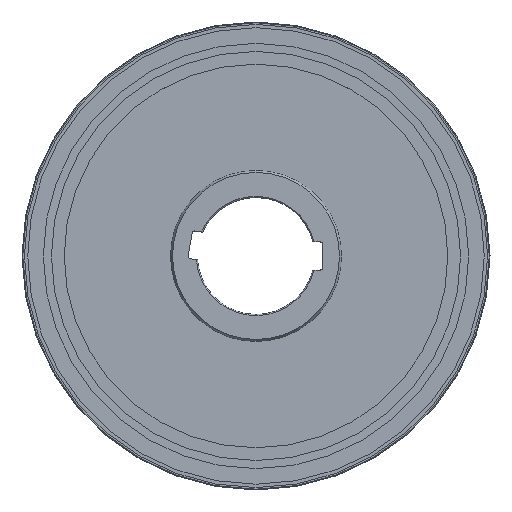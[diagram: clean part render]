
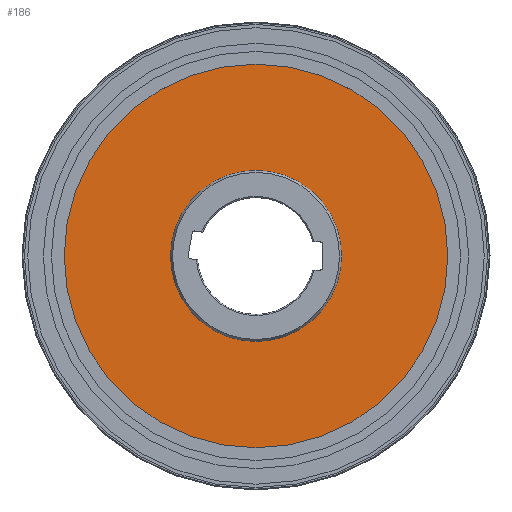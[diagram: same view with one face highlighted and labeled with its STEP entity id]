
A CAD part, top view. The second image highlights one B-rep face of the part: STEP entity #186.
In plain terms, the highlighted planar face has unit normal (0, 0, 1).
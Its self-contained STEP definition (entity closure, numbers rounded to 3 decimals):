
#32=PLANE('',#881);
#186=ADVANCED_FACE('',(#331,#332),#32,.F.);
#331=FACE_BOUND('',#411,.T.);
#332=FACE_BOUND('',#412,.T.);
#411=EDGE_LOOP('',(#522));
#412=EDGE_LOOP('',(#523));
#522=ORIENTED_EDGE('',*,*,#735,.F.);
#523=ORIENTED_EDGE('',*,*,#734,.T.);
#664=VERTEX_POINT('',#1388);
#665=VERTEX_POINT('',#1391);
#734=EDGE_CURVE('',#664,#664,#810,.T.);
#735=EDGE_CURVE('',#665,#665,#811,.T.);
#810=CIRCLE('',#878,36.577);
#811=CIRCLE('',#880,82.);
#878=AXIS2_PLACEMENT_3D('',#1387,#1051,#1052);
#880=AXIS2_PLACEMENT_3D('',#1390,#1055,#1056);
#881=AXIS2_PLACEMENT_3D('',#1392,#1057,#1058);
#1051=DIRECTION('',(0.,0.,-1.));
#1052=DIRECTION('',(-0.174,-0.985,0.));
#1055=DIRECTION('',(0.,0.,-1.));
#1056=DIRECTION('',(-0.174,-0.985,0.));
#1057=DIRECTION('',(0.,0.,-1.));
#1058=DIRECTION('',(-0.174,-0.985,0.));
#1387=CARTESIAN_POINT('',(0.,0.,4.5));
#1388=CARTESIAN_POINT('',(-6.352,-36.022,4.5));
#1390=CARTESIAN_POINT('',(0.,0.,4.5));
#1391=CARTESIAN_POINT('',(-14.239,-80.754,4.5));
#1392=CARTESIAN_POINT('',(-36.022,6.352,4.5));
